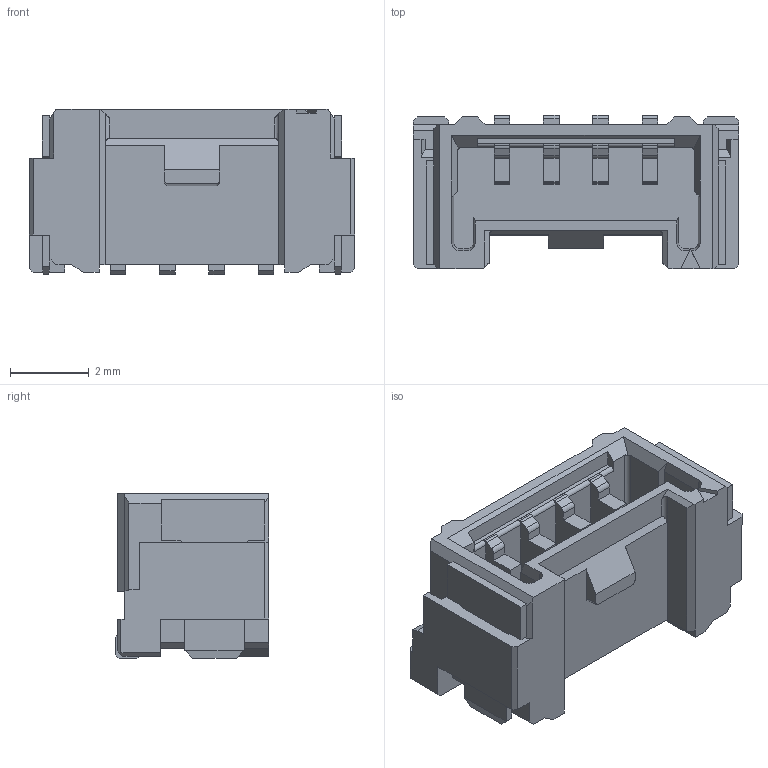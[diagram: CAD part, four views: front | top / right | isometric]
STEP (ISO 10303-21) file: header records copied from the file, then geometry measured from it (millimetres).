
FILE_DESCRIPTION (( 'STEP AP214' ), '1' );
FILE_NAME ('CONN-SMD_4P-P1.25_5055680471.step', '2022-07-29T13:46:05', ( '' ), ( '' ), 'SwSTEP 2.0', 'SolidWorks 2020', '' );
FILE_SCHEMA (( 'AUTOMOTIVE_DESIGN' ));
Length unit declared in the file: millimetre
Products named in the file (1): CONN-SMD_4P-P1.25_5055680471
Bounding box: 8.25 x 3.9 x 4.2 mm (x, y, z)
Volume: 67.6 mm3; surface area: 250.6 mm2
Topology: 22 solids, 22 shells, 630 faces, 1685 edges, 1106 vertices
Faces by surface type: plane 483, bspline 112, cylinder 31, cone 4
Entity records: 27280 total; most frequent: CARTESIAN_POINT 5218, ORIENTED_EDGE 3370, DIRECTION 2496, EDGE_CURVE 1685, VECTOR 1346, LINE 1346, VERTEX_POINT 1106, UNCERTAINTY_MEASURE_WITH_UNIT 654
